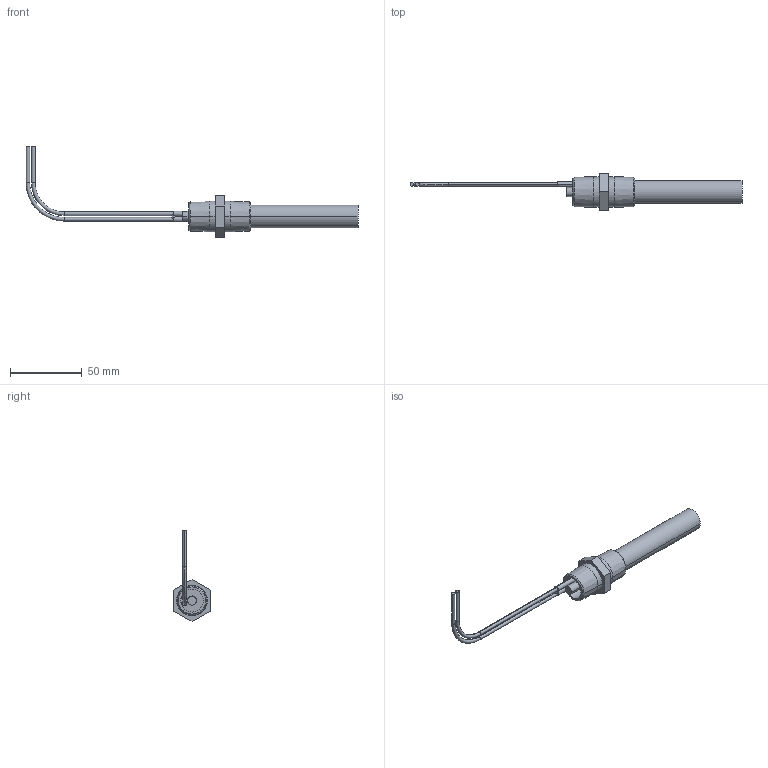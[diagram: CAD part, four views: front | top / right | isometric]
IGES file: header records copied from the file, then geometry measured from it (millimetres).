
Global section: file name: No Iges File Name specified; native system: AutoDesk Inventor R12.0; preprocessor: AutoDesk Inventor Iges Exporter R12.0; author: No Author specified; organization: No Organization specified; date: 20070618.101911; units: inch
Bounding box: 231.52 x 25.4 x 63.54 mm (x, y, z)
Volume: 31107 mm3; surface area: 11096.6 mm2
Topology: 1 solids, 1 shells, 53 faces, 118 edges, 72 vertices
Faces by surface type: cylinder 22, plane 17, cone 8, torus 4, revolution 2
